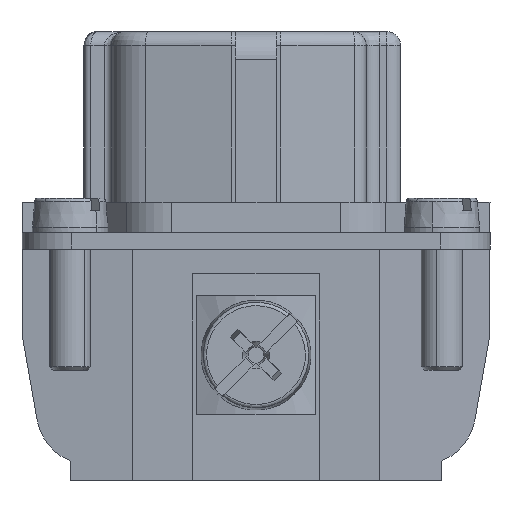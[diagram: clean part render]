
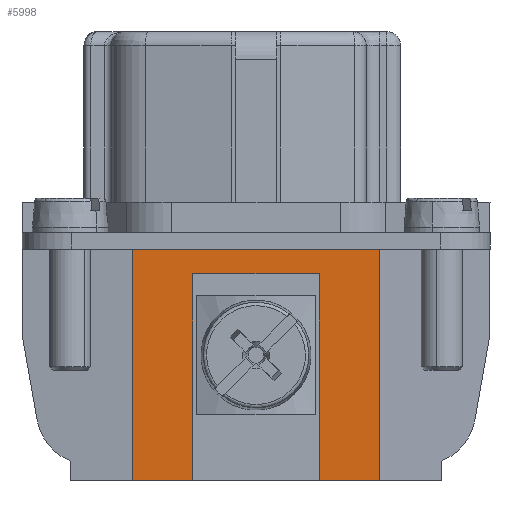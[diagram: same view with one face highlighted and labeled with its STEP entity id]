
A CAD part, left-side view. The second image highlights one B-rep face of the part: STEP entity #5998.
In plain terms, the highlighted planar face has unit normal (-0.999, 0, -0.035).
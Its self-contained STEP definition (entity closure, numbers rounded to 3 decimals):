
#5998=ADVANCED_FACE('',(#7525),#6667,.F.);
#6667=PLANE('',#21617);
#7525=FACE_OUTER_BOUND('',#8607,.T.);
#8607=EDGE_LOOP('',(#13123,#13124,#13125,#13126,#13127,#13128,#13129,#13130));
#13123=ORIENTED_EDGE('',*,*,#17887,.F.);
#13124=ORIENTED_EDGE('',*,*,#17888,.T.);
#13125=ORIENTED_EDGE('',*,*,#17889,.T.);
#13126=ORIENTED_EDGE('',*,*,#17890,.F.);
#13127=ORIENTED_EDGE('',*,*,#17891,.F.);
#13128=ORIENTED_EDGE('',*,*,#17892,.F.);
#13129=ORIENTED_EDGE('',*,*,#17893,.T.);
#13130=ORIENTED_EDGE('',*,*,#17894,.T.);
#15451=VERTEX_POINT('',#37512);
#15452=VERTEX_POINT('',#37513);
#15453=VERTEX_POINT('',#37515);
#15454=VERTEX_POINT('',#37517);
#15455=VERTEX_POINT('',#37519);
#15456=VERTEX_POINT('',#37521);
#15457=VERTEX_POINT('',#37523);
#15458=VERTEX_POINT('',#37525);
#17887=EDGE_CURVE('',#15451,#15452,#19263,.T.);
#17888=EDGE_CURVE('',#15451,#15453,#19264,.T.);
#17889=EDGE_CURVE('',#15453,#15454,#19265,.T.);
#17890=EDGE_CURVE('',#15455,#15454,#19266,.T.);
#17891=EDGE_CURVE('',#15456,#15455,#19267,.T.);
#17892=EDGE_CURVE('',#15457,#15456,#19268,.T.);
#17893=EDGE_CURVE('',#15457,#15458,#19269,.T.);
#17894=EDGE_CURVE('',#15458,#15452,#19270,.T.);
#19263=LINE('',#37511,#20635);
#19264=LINE('',#37514,#20636);
#19265=LINE('',#37516,#20637);
#19266=LINE('',#37518,#20638);
#19267=LINE('',#37520,#20639);
#19268=LINE('',#37522,#20640);
#19269=LINE('',#37524,#20641);
#19270=LINE('',#37526,#20642);
#20635=VECTOR('',#24667,1.);
#20636=VECTOR('',#24668,1.);
#20637=VECTOR('',#24669,1.);
#20638=VECTOR('',#24670,1.);
#20639=VECTOR('',#24671,1.);
#20640=VECTOR('',#24672,1.);
#20641=VECTOR('',#24673,1.);
#20642=VECTOR('',#24674,1.);
#21617=AXIS2_PLACEMENT_3D('',#37527,#24675,#24676);
#24667=DIRECTION('',(0.,-1.,0.));
#24668=DIRECTION('',(0.035,0.,-0.999));
#24669=DIRECTION('',(0.,-1.,0.));
#24670=DIRECTION('',(0.035,0.,-0.999));
#24671=DIRECTION('',(0.,1.,0.));
#24672=DIRECTION('',(-0.035,0.,0.999));
#24673=DIRECTION('',(0.,-1.,0.));
#24674=DIRECTION('',(-0.035,0.,0.999));
#24675=DIRECTION('',(0.999,0.,0.035));
#24676=DIRECTION('',(0.,1.,0.));
#37511=CARTESIAN_POINT('',(-18.06,-9.,-0.2));
#37512=CARTESIAN_POINT('',(-18.06,9.,-0.2));
#37513=CARTESIAN_POINT('',(-18.06,-9.,-0.2));
#37514=CARTESIAN_POINT('',(-17.474,9.,-16.99));
#37515=CARTESIAN_POINT('',(-17.474,9.,-17.));
#37516=CARTESIAN_POINT('',(-17.474,0.,-17.));
#37517=CARTESIAN_POINT('',(-17.474,4.6,-17.));
#37518=CARTESIAN_POINT('',(-17.686,4.6,-10.921));
#37519=CARTESIAN_POINT('',(-17.998,4.6,-2.));
#37520=CARTESIAN_POINT('',(-17.998,-9.,-2.));
#37521=CARTESIAN_POINT('',(-17.998,-4.6,-2.));
#37522=CARTESIAN_POINT('',(-17.686,-4.6,-10.921));
#37523=CARTESIAN_POINT('',(-17.474,-4.6,-17.));
#37524=CARTESIAN_POINT('',(-17.474,0.,-17.));
#37525=CARTESIAN_POINT('',(-17.474,-9.,-17.));
#37526=CARTESIAN_POINT('',(-17.474,-9.,-16.99));
#37527=CARTESIAN_POINT('',(-17.686,-9.,-10.921));
